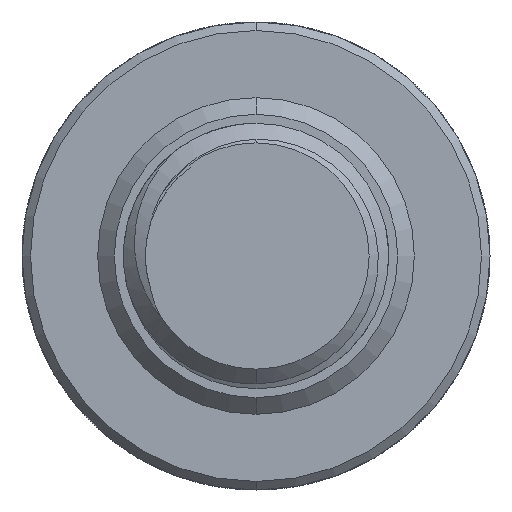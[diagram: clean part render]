
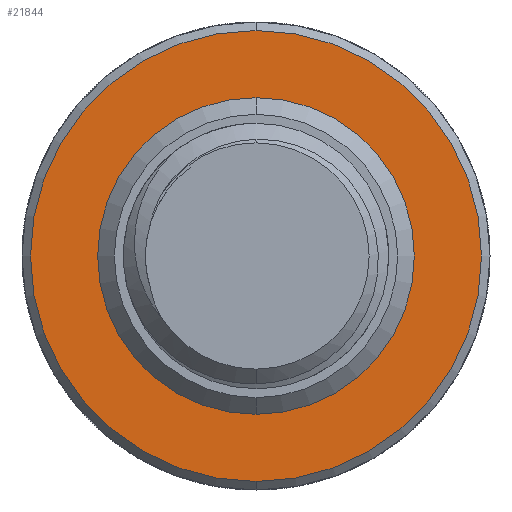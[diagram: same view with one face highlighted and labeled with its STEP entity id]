
A CAD part, front view. The second image highlights one B-rep face of the part: STEP entity #21844.
In plain terms, the highlighted planar face has unit normal (0, -1, 0).
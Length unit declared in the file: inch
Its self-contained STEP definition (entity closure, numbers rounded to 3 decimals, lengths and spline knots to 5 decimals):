
#408 = EDGE_CURVE ( 'NONE', #7404, #7504, #6589, .T. ) ;
#430 = DIRECTION ( 'NONE',  ( 0., -1., 0. ) ) ;
#479 = CARTESIAN_POINT ( 'NONE',  ( 0., 0.35384, 0.176 ) ) ;
#747 = EDGE_CURVE ( 'NONE', #1206, #20747, #1170, .T. ) ;
#966 = CARTESIAN_POINT ( 'NONE',  ( 0., 0.35384, 0. ) ) ;
#1170 = CIRCLE ( 'NONE', #12584, 0.176 ) ;
#1206 = VERTEX_POINT ( 'NONE', #16087 ) ;
#1494 = AXIS2_PLACEMENT_3D ( 'NONE', #19274, #15568, #6972 ) ;
#2278 = ORIENTED_EDGE ( 'NONE', *, *, #20947, .T. ) ;
#2408 = DIRECTION ( 'NONE',  ( 0., 0., 1. ) ) ;
#3970 = AXIS2_PLACEMENT_3D ( 'NONE', #20888, #6104, #2408 ) ;
#4651 = DIRECTION ( 'NONE',  ( 0., 0., 1. ) ) ;
#4714 = PLANE ( 'NONE',  #1494 ) ;
#6104 = DIRECTION ( 'NONE',  ( 0., 1., 0. ) ) ;
#6234 = EDGE_CURVE ( 'NONE', #20747, #1206, #14261, .T. ) ;
#6589 = CIRCLE ( 'NONE', #11915, 0.26559 ) ;
#6616 = FACE_BOUND ( 'NONE', #19011, .T. ) ;
#6972 = DIRECTION ( 'NONE',  ( 0., 0., 1. ) ) ;
#7404 = VERTEX_POINT ( 'NONE', #22094 ) ;
#7504 = VERTEX_POINT ( 'NONE', #8251 ) ;
#8251 = CARTESIAN_POINT ( 'NONE',  ( 0., 0.35384, -0.26559 ) ) ;
#8766 = FACE_OUTER_BOUND ( 'NONE', #10312, .T. ) ;
#9662 = CARTESIAN_POINT ( 'NONE',  ( 0., 0.35384, 0. ) ) ;
#10312 = EDGE_LOOP ( 'NONE', ( #17397, #2278 ) ) ;
#11915 = AXIS2_PLACEMENT_3D ( 'NONE', #18561, #430, #14982 ) ;
#12584 = AXIS2_PLACEMENT_3D ( 'NONE', #966, #13373, #18869 ) ;
#13373 = DIRECTION ( 'NONE',  ( 0., 1., 0. ) ) ;
#14261 = CIRCLE ( 'NONE', #3970, 0.176 ) ;
#14432 = AXIS2_PLACEMENT_3D ( 'NONE', #9662, #16947, #4651 ) ;
#14982 = DIRECTION ( 'NONE',  ( 0., 0., 1. ) ) ;
#15568 = DIRECTION ( 'NONE',  ( 0., 1., 0. ) ) ;
#16087 = CARTESIAN_POINT ( 'NONE',  ( 0., 0.35384, -0.176 ) ) ;
#16740 = CIRCLE ( 'NONE', #14432, 0.26559 ) ;
#16947 = DIRECTION ( 'NONE',  ( 0., -1., 0. ) ) ;
#17397 = ORIENTED_EDGE ( 'NONE', *, *, #408, .T. ) ;
#18561 = CARTESIAN_POINT ( 'NONE',  ( 0., 0.35384, 0. ) ) ;
#18869 = DIRECTION ( 'NONE',  ( 0., 0., 1. ) ) ;
#19011 = EDGE_LOOP ( 'NONE', ( #21882, #19757 ) ) ;
#19274 = CARTESIAN_POINT ( 'NONE',  ( 0.27559, 0.35384, 0. ) ) ;
#19757 = ORIENTED_EDGE ( 'NONE', *, *, #747, .T. ) ;
#20747 = VERTEX_POINT ( 'NONE', #479 ) ;
#20888 = CARTESIAN_POINT ( 'NONE',  ( 0., 0.35384, 0. ) ) ;
#20947 = EDGE_CURVE ( 'NONE', #7504, #7404, #16740, .T. ) ;
#21844 = ADVANCED_FACE ( 'NONE', ( #8766, #6616 ), #4714, .F. ) ;
#21882 = ORIENTED_EDGE ( 'NONE', *, *, #6234, .T. ) ;
#22094 = CARTESIAN_POINT ( 'NONE',  ( 0., 0.35384, 0.26559 ) ) ;
